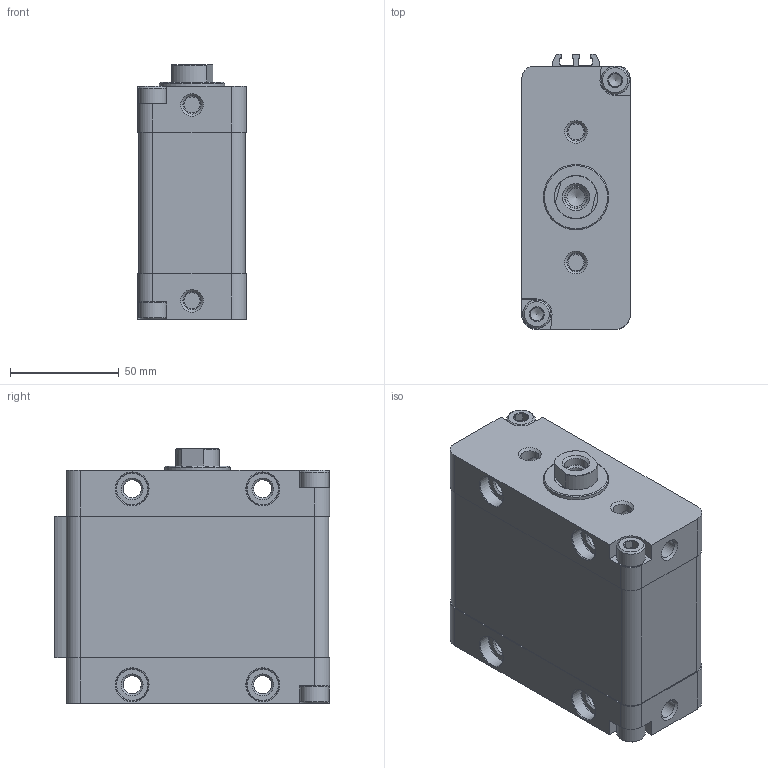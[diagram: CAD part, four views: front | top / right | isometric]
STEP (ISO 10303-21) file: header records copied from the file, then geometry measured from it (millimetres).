
FILE_DESCRIPTION(/* description */ ('STEP AP214'),/* implementation_level */ '2;1');
FILE_NAME(/* name */ '164082_DZF-63-25-P-A',/* time_stamp */ '2024-08-23T18:47:12+02:00',/* author */ ('License CC BY-ND 4.0'),/* organization */ ('CADENAS'),/* preprocessor_version */ 'ST-DEVELOPER v19.3',/* originating_system */ 'PARTsolutions',/* authorisation */ ' ');
FILE_SCHEMA (('AUTOMOTIVE_DESIGN {1 0 10303 214 3 1 1}'));
Length unit declared in the file: millimetre
Products named in the file (4): 164082 DZF-63-25-P-A---(0); 164082 DZF-63-25-P-A---(ZR); 164082 DZF-63-25-P-A---(KS); 332234 DGP-40
Assembly tree (4 placements, depth 2):
  164082 DZF-63-25-P-A---(0)
    164082 DZF-63-25-P-A---(ZR)
    164082 DZF-63-25-P-A---(KS)
    332234 DGP-40  x2
Bounding box: 50 x 126.5 x 117 mm (x, y, z)
Volume: 538178.9 mm3; surface area: 95336.7 mm2
Topology: 4 solids, 4 shells, 347 faces, 837 edges, 522 vertices
Faces by surface type: plane 166, cylinder 88, cone 69, torus 24
Full cylindrical faces by diameter (mm): 5 x1, 8.376 x19, 10.4 x2, 10.5 x1, 11.445 x4, 13 x4, 13.157 x4, 15 x8, 20 x2, 30 x1
Entity records: 8920 total; most frequent: CARTESIAN_POINT 1596, DIRECTION 1566, ORIENTED_EDGE 1314, EDGE_CURVE 657, AXIS2_PLACEMENT_3D 614, FACE_BOUND 475, VERTEX_POINT 474, EDGE_LOOP 468
